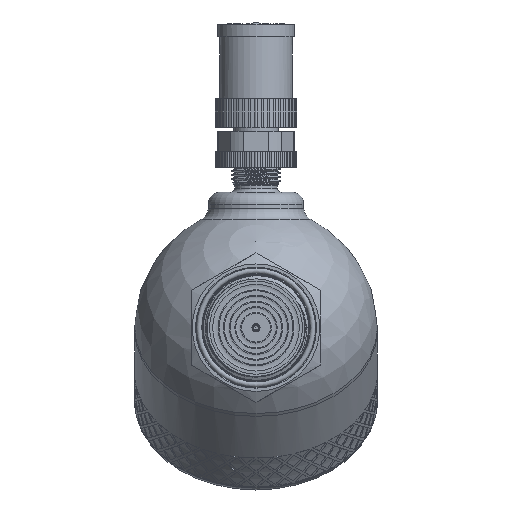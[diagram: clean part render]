
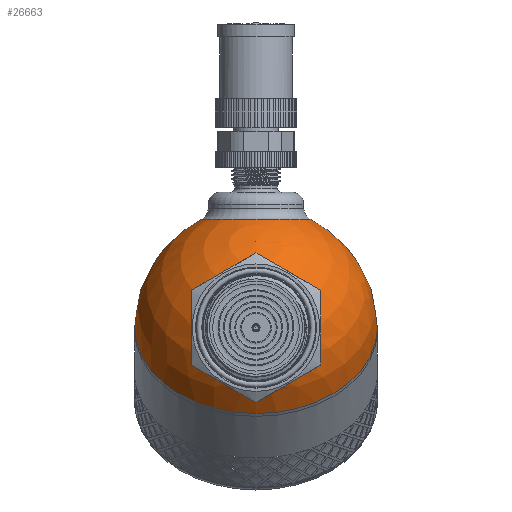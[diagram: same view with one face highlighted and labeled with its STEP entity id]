
A CAD part, left-side view. The second image highlights one B-rep face of the part: STEP entity #26663.
In plain terms, the highlighted spherical face has radius 30 mm.
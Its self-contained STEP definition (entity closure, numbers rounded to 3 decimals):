
#132=SPHERICAL_SURFACE('',#28212,30.);
#198=CIRCLE('',#28209,15.643);
#201=CIRCLE('',#28213,30.);
#202=CIRCLE('',#28214,30.);
#203=CIRCLE('',#28215,30.);
#204=CIRCLE('',#28216,13.5);
#1252=FACE_BOUND('',#5889,.T.);
#1253=FACE_BOUND('',#5890,.T.);
#4154=FACE_OUTER_BOUND('',#5888,.T.);
#5888=EDGE_LOOP('',(#18961,#18962,#18963,#18964));
#5889=EDGE_LOOP('',(#18965));
#5890=EDGE_LOOP('',(#18966));
#10766=VERTEX_POINT('',#41900);
#10768=VERTEX_POINT('',#41906);
#10769=VERTEX_POINT('',#41907);
#10770=VERTEX_POINT('',#41909);
#10771=VERTEX_POINT('',#41912);
#13876=EDGE_CURVE('',#10766,#10766,#198,.T.);
#13879=EDGE_CURVE('',#10768,#10769,#201,.T.);
#13880=EDGE_CURVE('',#10768,#10770,#202,.T.);
#13881=EDGE_CURVE('',#10769,#10768,#203,.T.);
#13882=EDGE_CURVE('',#10771,#10771,#204,.T.);
#18961=ORIENTED_EDGE('',*,*,#13879,.F.);
#18962=ORIENTED_EDGE('',*,*,#13880,.T.);
#18963=ORIENTED_EDGE('',*,*,#13880,.F.);
#18964=ORIENTED_EDGE('',*,*,#13881,.F.);
#18965=ORIENTED_EDGE('',*,*,#13876,.F.);
#18966=ORIENTED_EDGE('',*,*,#13882,.F.);
#26663=ADVANCED_FACE('',(#4154,#1252,#1253),#132,.T.);
#28209=AXIS2_PLACEMENT_3D('',#41901,#30210,#30211);
#28212=AXIS2_PLACEMENT_3D('',#41905,#30216,#30217);
#28213=AXIS2_PLACEMENT_3D('',#41908,#30218,#30219);
#28214=AXIS2_PLACEMENT_3D('',#41910,#30220,#30221);
#28215=AXIS2_PLACEMENT_3D('',#41911,#30222,#30223);
#28216=AXIS2_PLACEMENT_3D('',#41913,#30224,#30225);
#30210=DIRECTION('center_axis',(-0.707,0.,0.707));
#30211=DIRECTION('ref_axis',(0.707,0.,0.707));
#30216=DIRECTION('center_axis',(1.,0.,0.));
#30217=DIRECTION('ref_axis',(0.,-1.,0.));
#30218=DIRECTION('center_axis',(1.,0.,0.));
#30219=DIRECTION('ref_axis',(0.,1.,0.));
#30220=DIRECTION('center_axis',(0.,0.,1.));
#30221=DIRECTION('ref_axis',(0.,1.,0.));
#30222=DIRECTION('center_axis',(1.,0.,0.));
#30223=DIRECTION('ref_axis',(0.,1.,0.));
#30224=DIRECTION('center_axis',(-0.707,0.,-0.707));
#30225=DIRECTION('ref_axis',(-0.707,0.,0.707));
#41900=CARTESIAN_POINT('',(-29.162,0.,7.04));
#41901=CARTESIAN_POINT('Origin',(-18.101,0.,18.101));
#41905=CARTESIAN_POINT('Origin',(0.,0.,0.));
#41906=CARTESIAN_POINT('',(0.,30.,0.));
#41907=CARTESIAN_POINT('',(0.,-30.,0.));
#41908=CARTESIAN_POINT('Origin',(0.,0.,0.));
#41909=CARTESIAN_POINT('',(-30.,0.,0.));
#41910=CARTESIAN_POINT('Origin',(0.,0.,0.));
#41911=CARTESIAN_POINT('Origin',(0.,0.,0.));
#41912=CARTESIAN_POINT('',(-9.398,0.,-28.49));
#41913=CARTESIAN_POINT('Origin',(-18.944,0.,-18.944));
